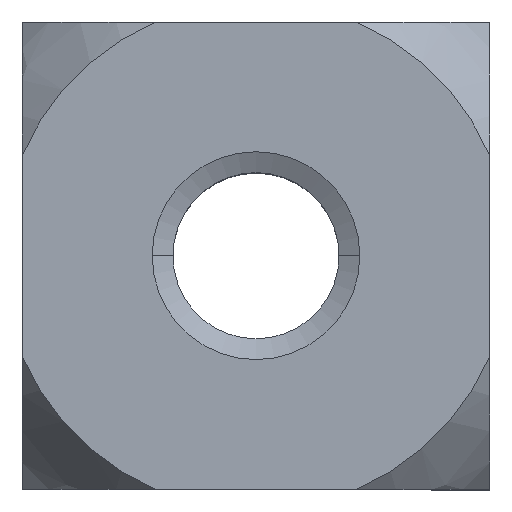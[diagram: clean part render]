
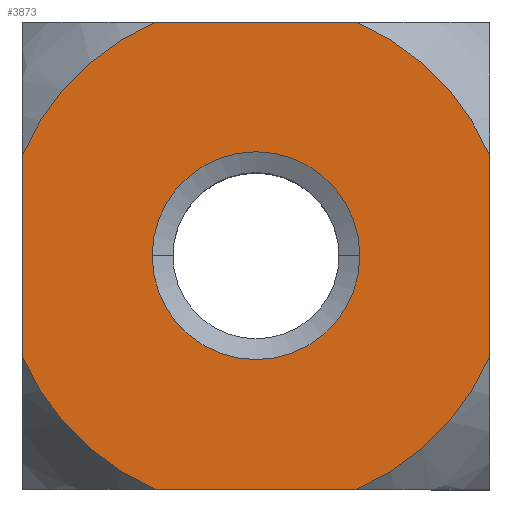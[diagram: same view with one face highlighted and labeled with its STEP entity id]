
A CAD part, top view. The second image highlights one B-rep face of the part: STEP entity #3873.
In plain terms, the highlighted planar face has unit normal (0, 0, 1).
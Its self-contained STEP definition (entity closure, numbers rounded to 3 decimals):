
#3522=CARTESIAN_POINT('',(2.0,0.0,7.0));
#3523=VERTEX_POINT('',#3522);
#3539=CARTESIAN_POINT('',(-2.0,0.,7.0));
#3540=VERTEX_POINT('',#3539);
#3547=CARTESIAN_POINT('',(0.0,0.0,7.0));
#3548=DIRECTION('',(0.0,0.0,-1.0));
#3549=DIRECTION('',(1.0,0.0,0.0));
#3550=AXIS2_PLACEMENT_3D('',#3547,#3548,#3549);
#3551=CIRCLE('',#3550,2.0);
#3552=EDGE_CURVE('',#3523,#3540,#3551,.T.);
#3649=CARTESIAN_POINT('',(0.0,0.0,7.0));
#3650=DIRECTION('',(0.0,0.0,-1.0));
#3651=DIRECTION('',(1.0,0.0,0.0));
#3652=AXIS2_PLACEMENT_3D('',#3649,#3650,#3651);
#3653=CIRCLE('',#3652,2.0);
#3654=EDGE_CURVE('',#3540,#3523,#3653,.T.);
#3666=CARTESIAN_POINT('',(1.936,-4.5,7.0));
#3667=VERTEX_POINT('',#3666);
#3668=CARTESIAN_POINT('',(4.5,-1.936,7.0));
#3669=VERTEX_POINT('',#3668);
#3670=CARTESIAN_POINT('',(0.0,0.0,7.0));
#3671=DIRECTION('',(0.0,0.0,1.0));
#3672=DIRECTION('',(-1.0,0.0,0.0));
#3673=AXIS2_PLACEMENT_3D('',#3670,#3671,#3672);
#3674=CIRCLE('',#3673,4.899);
#3675=EDGE_CURVE('',#3667,#3669,#3674,.T.);
#3701=CARTESIAN_POINT('',(-4.5,-1.936,7.0));
#3702=VERTEX_POINT('',#3701);
#3703=CARTESIAN_POINT('',(-1.936,-4.5,7.0));
#3704=VERTEX_POINT('',#3703);
#3705=CARTESIAN_POINT('',(0.0,0.0,7.0));
#3706=DIRECTION('',(0.0,0.0,1.0));
#3707=DIRECTION('',(-1.0,0.0,0.0));
#3708=AXIS2_PLACEMENT_3D('',#3705,#3706,#3707);
#3709=CIRCLE('',#3708,4.899);
#3710=EDGE_CURVE('',#3702,#3704,#3709,.T.);
#3736=CARTESIAN_POINT('',(-1.936,4.5,7.0));
#3737=VERTEX_POINT('',#3736);
#3738=CARTESIAN_POINT('',(-4.5,1.936,7.0));
#3739=VERTEX_POINT('',#3738);
#3740=CARTESIAN_POINT('',(0.0,0.0,7.0));
#3741=DIRECTION('',(0.0,0.0,1.0));
#3742=DIRECTION('',(-1.0,0.0,0.0));
#3743=AXIS2_PLACEMENT_3D('',#3740,#3741,#3742);
#3744=CIRCLE('',#3743,4.899);
#3745=EDGE_CURVE('',#3737,#3739,#3744,.T.);
#3771=CARTESIAN_POINT('',(4.5,1.936,7.0));
#3772=VERTEX_POINT('',#3771);
#3773=CARTESIAN_POINT('',(1.936,4.5,7.0));
#3774=VERTEX_POINT('',#3773);
#3775=CARTESIAN_POINT('',(0.0,0.0,7.0));
#3776=DIRECTION('',(0.0,0.0,1.0));
#3777=DIRECTION('',(-1.0,0.0,0.0));
#3778=AXIS2_PLACEMENT_3D('',#3775,#3776,#3777);
#3779=CIRCLE('',#3778,4.899);
#3780=EDGE_CURVE('',#3772,#3774,#3779,.T.);
#3807=CARTESIAN_POINT('',(4.5,-1.936,7.0));
#3808=DIRECTION('',(0.0,1.0,0.0));
#3809=VECTOR('',#3808,3.873);
#3810=LINE('',#3807,#3809);
#3811=EDGE_CURVE('',#3669,#3772,#3810,.T.);
#3839=CARTESIAN_POINT('',(-4.95,-4.95,7.0));
#3840=DIRECTION('',(0.0,0.0,1.0));
#3841=DIRECTION('',(1.0,0.0,0.0));
#3842=AXIS2_PLACEMENT_3D('',#3839,#3840,#3841);
#3843=PLANE('',#3842);
#3844=ORIENTED_EDGE('',*,*,#3780,.T.);
#3845=CARTESIAN_POINT('',(1.936,4.5,7.0));
#3846=DIRECTION('',(-1.0,0.0,0.0));
#3847=VECTOR('',#3846,3.873);
#3848=LINE('',#3845,#3847);
#3849=EDGE_CURVE('',#3774,#3737,#3848,.T.);
#3850=ORIENTED_EDGE('',*,*,#3849,.T.);
#3851=ORIENTED_EDGE('',*,*,#3745,.T.);
#3852=CARTESIAN_POINT('',(-4.5,1.936,7.0));
#3853=DIRECTION('',(0.0,-1.0,0.0));
#3854=VECTOR('',#3853,3.873);
#3855=LINE('',#3852,#3854);
#3856=EDGE_CURVE('',#3739,#3702,#3855,.T.);
#3857=ORIENTED_EDGE('',*,*,#3856,.T.);
#3858=ORIENTED_EDGE('',*,*,#3710,.T.);
#3859=CARTESIAN_POINT('',(-1.936,-4.5,7.0));
#3860=DIRECTION('',(1.0,0.0,0.0));
#3861=VECTOR('',#3860,3.873);
#3862=LINE('',#3859,#3861);
#3863=EDGE_CURVE('',#3704,#3667,#3862,.T.);
#3864=ORIENTED_EDGE('',*,*,#3863,.T.);
#3865=ORIENTED_EDGE('',*,*,#3675,.T.);
#3866=ORIENTED_EDGE('',*,*,#3811,.T.);
#3867=EDGE_LOOP('',(#3844,#3850,#3851,#3857,#3858,#3864,#3865,#3866));
#3868=FACE_OUTER_BOUND('',#3867,.T.);
#3869=ORIENTED_EDGE('',*,*,#3654,.T.);
#3870=ORIENTED_EDGE('',*,*,#3552,.T.);
#3871=EDGE_LOOP('',(#3869,#3870));
#3872=FACE_BOUND('',#3871,.T.);
#3873=ADVANCED_FACE('',(#3868,#3872),#3843,.T.);
